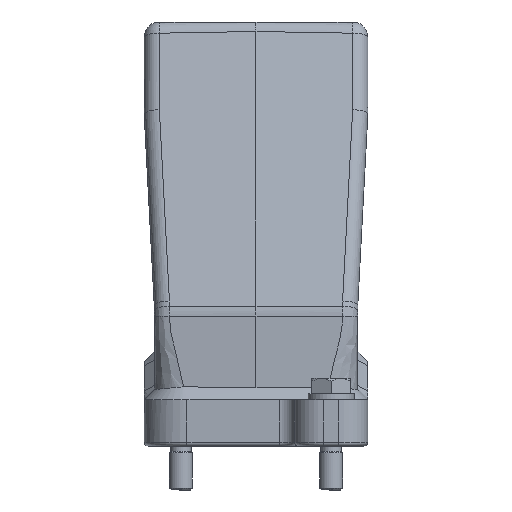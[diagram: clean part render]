
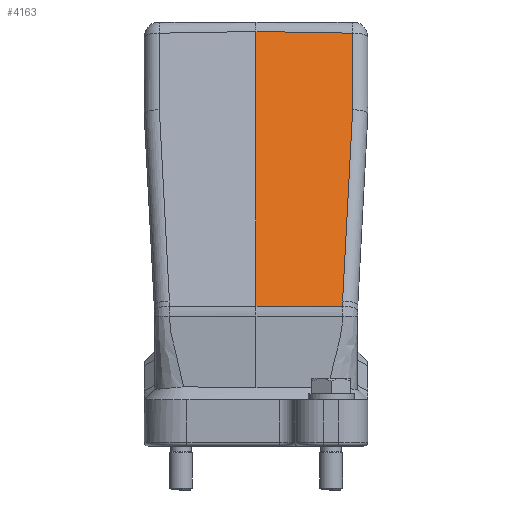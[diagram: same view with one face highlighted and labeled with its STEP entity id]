
A CAD part, left-side view. The second image highlights one B-rep face of the part: STEP entity #4163.
In plain terms, the highlighted planar face has unit normal (-0.966, -0.018, 0.259).
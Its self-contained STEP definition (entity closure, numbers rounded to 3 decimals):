
#4163=ADVANCED_FACE('',(#4908),#4665,.T.);
#4665=PLANE('',#12959);
#4908=FACE_OUTER_BOUND('',#5435,.T.);
#5435=EDGE_LOOP('',(#7834,#7835,#7836,#7837,#7838,#7839));
#6157=LINE('',#17729,#6829);
#6158=LINE('',#17732,#6830);
#6159=LINE('',#17734,#6831);
#6160=LINE('',#17736,#6832);
#6161=LINE('',#17738,#6833);
#6162=LINE('',#17740,#6834);
#6829=VECTOR('',#14246,1.);
#6830=VECTOR('',#14247,1.);
#6831=VECTOR('',#14248,1.);
#6832=VECTOR('',#14249,1.);
#6833=VECTOR('',#14250,1.);
#6834=VECTOR('',#14251,1.);
#7834=ORIENTED_EDGE('',*,*,#11103,.T.);
#7835=ORIENTED_EDGE('',*,*,#11104,.T.);
#7836=ORIENTED_EDGE('',*,*,#11105,.F.);
#7837=ORIENTED_EDGE('',*,*,#11106,.T.);
#7838=ORIENTED_EDGE('',*,*,#11107,.T.);
#7839=ORIENTED_EDGE('',*,*,#11108,.T.);
#10222=VERTEX_POINT('',#17730);
#10223=VERTEX_POINT('',#17731);
#10224=VERTEX_POINT('',#17733);
#10225=VERTEX_POINT('',#17735);
#10226=VERTEX_POINT('',#17737);
#10227=VERTEX_POINT('',#17739);
#11103=EDGE_CURVE('',#10222,#10223,#6157,.T.);
#11104=EDGE_CURVE('',#10223,#10224,#6158,.T.);
#11105=EDGE_CURVE('',#10225,#10224,#6159,.T.);
#11106=EDGE_CURVE('',#10225,#10226,#6160,.T.);
#11107=EDGE_CURVE('',#10226,#10227,#6161,.T.);
#11108=EDGE_CURVE('',#10227,#10222,#6162,.T.);
#12959=AXIS2_PLACEMENT_3D('',#17741,#14252,#14253);
#14246=DIRECTION('',(0.259,0.,0.966));
#14247=DIRECTION('',(-0.013,1.,0.017));
#14248=DIRECTION('',(0.259,0.,0.966));
#14249=DIRECTION('',(0.017,-1.,-0.002));
#14250=DIRECTION('',(0.259,0.,0.966));
#14251=DIRECTION('',(0.259,-0.051,0.964));
#14252=DIRECTION('',(-0.966,-0.017,0.259));
#14253=DIRECTION('',(0.259,0.,0.966));
#17729=CARTESIAN_POINT('',(-54.448,-25.07,91.962));
#17730=CARTESIAN_POINT('',(-60.546,-25.07,69.201));
#17731=CARTESIAN_POINT('',(-55.228,-25.07,89.048));
#17732=CARTESIAN_POINT('',(-55.551,-1.005,89.468));
#17733=CARTESIAN_POINT('',(-55.564,0.,89.486));
#17734=CARTESIAN_POINT('',(-75.,0.,16.95));
#17735=CARTESIAN_POINT('',(-74.659,0.,18.221));
#17736=CARTESIAN_POINT('',(-74.659,0.003,18.221));
#17737=CARTESIAN_POINT('',(-74.267,-22.47,18.17));
#17738=CARTESIAN_POINT('',(-74.187,-22.47,18.468));
#17739=CARTESIAN_POINT('',(-73.887,-22.47,19.59));
#17740=CARTESIAN_POINT('',(-60.796,-25.021,68.273));
#17741=CARTESIAN_POINT('',(-75.,0.,16.95));
